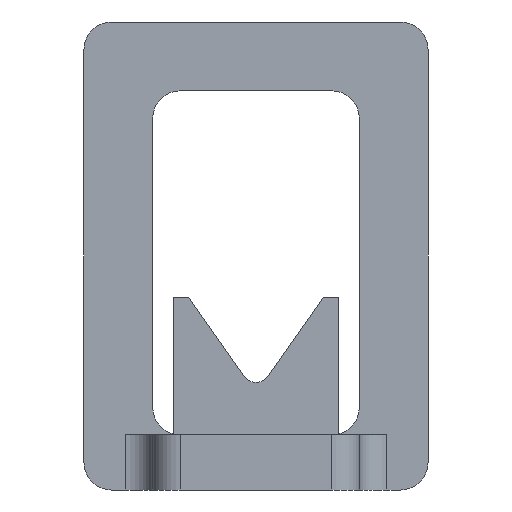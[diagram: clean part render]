
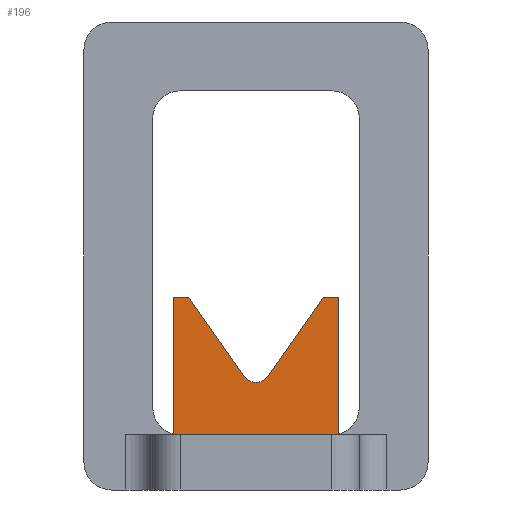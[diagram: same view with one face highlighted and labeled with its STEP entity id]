
A CAD part, front view. The second image highlights one B-rep face of the part: STEP entity #196.
In plain terms, the highlighted planar face has unit normal (0, -1, 0).
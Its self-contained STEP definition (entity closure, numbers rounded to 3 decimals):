
#42 = VERTEX_POINT ( 'NONE', #187 ) ;
#58 = PLANE ( 'NONE',  #671 ) ;
#59 = EDGE_CURVE ( 'NONE', #408, #566, #1875, .T. ) ;
#86 = DIRECTION ( 'NONE',  ( 0., 0., 1. ) ) ;
#105 = AXIS2_PLACEMENT_3D ( 'NONE', #1528, #1228, #86 ) ;
#187 = CARTESIAN_POINT ( 'NONE',  ( 6., -29., 14. ) ) ;
#196 = ADVANCED_FACE ( 'NONE', ( #1241 ), #58, .F. ) ;
#201 = ORIENTED_EDGE ( 'NONE', *, *, #59, .T. ) ;
#207 = CARTESIAN_POINT ( 'NONE',  ( 0., -29., 14. ) ) ;
#213 = EDGE_CURVE ( 'NONE', #546, #905, #796, .T. ) ;
#280 = EDGE_CURVE ( 'NONE', #794, #546, #1858, .T. ) ;
#354 = DIRECTION ( 'NONE',  ( 1., 0., 0. ) ) ;
#380 = DIRECTION ( 'NONE',  ( 1., 0., 0. ) ) ;
#408 = VERTEX_POINT ( 'NONE', #998 ) ;
#468 = CARTESIAN_POINT ( 'NONE',  ( 0.905, -29., 8.293 ) ) ;
#475 = VERTEX_POINT ( 'NONE', #502 ) ;
#497 = VECTOR ( 'NONE', #380, 1000. ) ;
#502 = CARTESIAN_POINT ( 'NONE',  ( 4.896, -29., 14. ) ) ;
#520 = CARTESIAN_POINT ( 'NONE',  ( -3.288, -29., 11.7 ) ) ;
#546 = VERTEX_POINT ( 'NONE', #1619 ) ;
#549 = ORIENTED_EDGE ( 'NONE', *, *, #1785, .F. ) ;
#565 = VECTOR ( 'NONE', #1588, 1000. ) ;
#566 = VERTEX_POINT ( 'NONE', #1310 ) ;
#642 = ORIENTED_EDGE ( 'NONE', *, *, #213, .T. ) ;
#671 = AXIS2_PLACEMENT_3D ( 'NONE', #207, #1818, #777 ) ;
#754 = DIRECTION ( 'NONE',  ( 0., 0., -1. ) ) ;
#777 = DIRECTION ( 'NONE',  ( 0., 0., 1. ) ) ;
#794 = VERTEX_POINT ( 'NONE', #468 ) ;
#796 = LINE ( 'NONE', #520, #1765 ) ;
#905 = VERTEX_POINT ( 'NONE', #1656 ) ;
#937 = CARTESIAN_POINT ( 'NONE',  ( -6., -29., 14. ) ) ;
#940 = ORIENTED_EDGE ( 'NONE', *, *, #1157, .F. ) ;
#955 = VECTOR ( 'NONE', #1402, 1000. ) ;
#998 = CARTESIAN_POINT ( 'NONE',  ( -6., -29., 4. ) ) ;
#1039 = LINE ( 'NONE', #1773, #1654 ) ;
#1061 = CARTESIAN_POINT ( 'NONE',  ( 6., -29., 14. ) ) ;
#1104 = CARTESIAN_POINT ( 'NONE',  ( 0., -29., 14. ) ) ;
#1111 = CARTESIAN_POINT ( 'NONE',  ( 0., -29., 4. ) ) ;
#1117 = EDGE_LOOP ( 'NONE', ( #1727, #1320, #642, #1808, #1324, #201, #940, #549 ) ) ;
#1131 = EDGE_CURVE ( 'NONE', #794, #475, #1039, .T. ) ;
#1140 = VERTEX_POINT ( 'NONE', #1519 ) ;
#1157 = EDGE_CURVE ( 'NONE', #42, #566, #1186, .T. ) ;
#1186 = LINE ( 'NONE', #1061, #1862 ) ;
#1228 = DIRECTION ( 'NONE',  ( 0., 1., 0. ) ) ;
#1241 = FACE_OUTER_BOUND ( 'NONE', #1117, .T. ) ;
#1309 = EDGE_CURVE ( 'NONE', #1140, #408, #1832, .T. ) ;
#1310 = CARTESIAN_POINT ( 'NONE',  ( 6., -29., 4. ) ) ;
#1320 = ORIENTED_EDGE ( 'NONE', *, *, #280, .T. ) ;
#1324 = ORIENTED_EDGE ( 'NONE', *, *, #1309, .T. ) ;
#1386 = LINE ( 'NONE', #1104, #1868 ) ;
#1402 = DIRECTION ( 'NONE',  ( 0., 0., -1. ) ) ;
#1415 = LINE ( 'NONE', #1457, #565 ) ;
#1457 = CARTESIAN_POINT ( 'NONE',  ( 0., -29., 14. ) ) ;
#1519 = CARTESIAN_POINT ( 'NONE',  ( -6., -29., 14. ) ) ;
#1528 = CARTESIAN_POINT ( 'NONE',  ( 0., -29., 8.926 ) ) ;
#1535 = DIRECTION ( 'NONE',  ( -0.573, 0., 0.819 ) ) ;
#1588 = DIRECTION ( 'NONE',  ( 1., 0., 0. ) ) ;
#1619 = CARTESIAN_POINT ( 'NONE',  ( -0.905, -29., 8.293 ) ) ;
#1654 = VECTOR ( 'NONE', #1794, 1000. ) ;
#1656 = CARTESIAN_POINT ( 'NONE',  ( -4.896, -29., 14. ) ) ;
#1726 = EDGE_CURVE ( 'NONE', #1140, #905, #1386, .T. ) ;
#1727 = ORIENTED_EDGE ( 'NONE', *, *, #1131, .F. ) ;
#1765 = VECTOR ( 'NONE', #1535, 1000. ) ;
#1773 = CARTESIAN_POINT ( 'NONE',  ( 3.288, -29., 11.7 ) ) ;
#1785 = EDGE_CURVE ( 'NONE', #475, #42, #1415, .T. ) ;
#1794 = DIRECTION ( 'NONE',  ( 0.573, 0., 0.819 ) ) ;
#1808 = ORIENTED_EDGE ( 'NONE', *, *, #1726, .F. ) ;
#1818 = DIRECTION ( 'NONE',  ( 0., 1., 0. ) ) ;
#1832 = LINE ( 'NONE', #937, #955 ) ;
#1858 = CIRCLE ( 'NONE', #105, 1.104 ) ;
#1862 = VECTOR ( 'NONE', #754, 1000. ) ;
#1868 = VECTOR ( 'NONE', #354, 1000. ) ;
#1875 = LINE ( 'NONE', #1111, #497 ) ;
